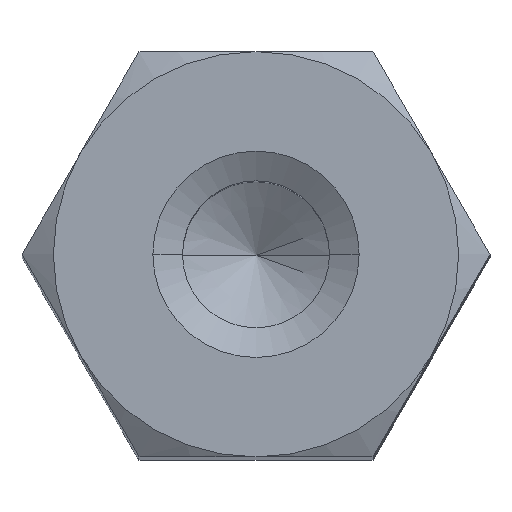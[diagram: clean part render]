
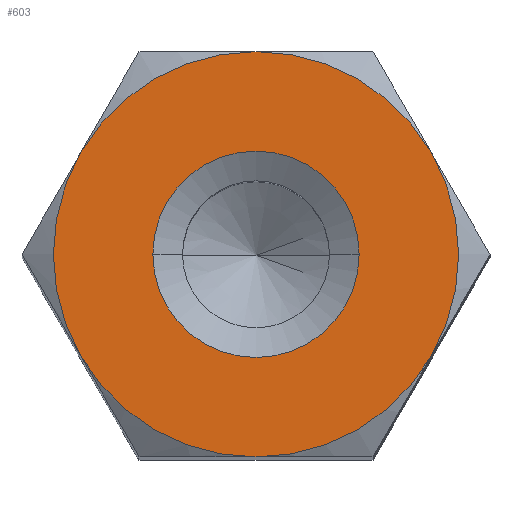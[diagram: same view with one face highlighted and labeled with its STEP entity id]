
A CAD part, top view. The second image highlights one B-rep face of the part: STEP entity #603.
In plain terms, the highlighted planar face has unit normal (0, 0, 1).
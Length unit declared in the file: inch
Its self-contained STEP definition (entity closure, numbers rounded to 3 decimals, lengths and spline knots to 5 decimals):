
#13 = CARTESIAN_POINT ( 'NONE',  ( 0., -0.12275, 0.59375 ) ) ;
#15 = VERTEX_POINT ( 'NONE', #487 ) ;
#18 = PLANE ( 'NONE',  #776 ) ;
#21 = EDGE_CURVE ( 'NONE', #857, #549, #834, .T. ) ;
#33 = DIRECTION ( 'NONE',  ( 0., 0., 1. ) ) ;
#37 = DIRECTION ( 'NONE',  ( 1., 0., 0. ) ) ;
#58 = VERTEX_POINT ( 'NONE', #338 ) ;
#85 = DIRECTION ( 'NONE',  ( 1., 0., 0. ) ) ;
#86 = DIRECTION ( 'NONE',  ( 0., 0., 1. ) ) ;
#101 = FACE_BOUND ( 'NONE', #576, .T. ) ;
#103 = ORIENTED_EDGE ( 'NONE', *, *, #1000, .F. ) ;
#145 = CARTESIAN_POINT ( 'NONE',  ( -0.1063, 0.06138, 0.59375 ) ) ;
#160 = CARTESIAN_POINT ( 'NONE',  ( 0., 0., 0.59375 ) ) ;
#164 = DIRECTION ( 'NONE',  ( 0., -1., 0. ) ) ;
#170 = ORIENTED_EDGE ( 'NONE', *, *, #21, .T. ) ;
#179 = DIRECTION ( 'NONE',  ( 1., 0., 0. ) ) ;
#187 = AXIS2_PLACEMENT_3D ( 'NONE', #779, #33, #179 ) ;
#200 = CIRCLE ( 'NONE', #463, 0.12275 ) ;
#205 = DIRECTION ( 'NONE',  ( 1., 0., 0. ) ) ;
#209 = EDGE_CURVE ( 'NONE', #58, #397, #308, .T. ) ;
#233 = AXIS2_PLACEMENT_3D ( 'NONE', #552, #811, #164 ) ;
#271 = FACE_OUTER_BOUND ( 'NONE', #723, .T. ) ;
#299 = DIRECTION ( 'NONE',  ( 0., 0., 1. ) ) ;
#308 = CIRCLE ( 'NONE', #960, 0.0625 ) ;
#327 = CIRCLE ( 'NONE', #600, 0.12275 ) ;
#332 = DIRECTION ( 'NONE',  ( 0., 0., 1. ) ) ;
#337 = CARTESIAN_POINT ( 'NONE',  ( 0.1063, 0.06138, 0.59375 ) ) ;
#338 = CARTESIAN_POINT ( 'NONE',  ( 0.0625, 0., 0.59375 ) ) ;
#341 = CARTESIAN_POINT ( 'NONE',  ( 0., 0., 0.59375 ) ) ;
#342 = CARTESIAN_POINT ( 'NONE',  ( 0., 0., 0.59375 ) ) ;
#361 = EDGE_CURVE ( 'NONE', #549, #390, #200, .T. ) ;
#368 = AXIS2_PLACEMENT_3D ( 'NONE', #341, #423, #497 ) ;
#370 = VERTEX_POINT ( 'NONE', #337 ) ;
#390 = VERTEX_POINT ( 'NONE', #681 ) ;
#397 = VERTEX_POINT ( 'NONE', #973 ) ;
#420 = DIRECTION ( 'NONE',  ( 1., 0., 0. ) ) ;
#423 = DIRECTION ( 'NONE',  ( 0., 0., 1. ) ) ;
#427 = CARTESIAN_POINT ( 'NONE',  ( 0.21261, 0.12275, 0.59375 ) ) ;
#463 = AXIS2_PLACEMENT_3D ( 'NONE', #160, #833, #420 ) ;
#487 = CARTESIAN_POINT ( 'NONE',  ( 0.1063, -0.06137, 0.59375 ) ) ;
#497 = DIRECTION ( 'NONE',  ( 1., 0., 0. ) ) ;
#503 = ORIENTED_EDGE ( 'NONE', *, *, #361, .T. ) ;
#522 = EDGE_CURVE ( 'NONE', #927, #15, #563, .T. ) ;
#541 = EDGE_CURVE ( 'NONE', #15, #370, #741, .T. ) ;
#549 = VERTEX_POINT ( 'NONE', #145 ) ;
#552 = CARTESIAN_POINT ( 'NONE',  ( 0., 0., 0.59375 ) ) ;
#553 = DIRECTION ( 'NONE',  ( 0., 0., 1. ) ) ;
#555 = ORIENTED_EDGE ( 'NONE', *, *, #209, .F. ) ;
#563 = CIRCLE ( 'NONE', #233, 0.12275 ) ;
#576 = EDGE_LOOP ( 'NONE', ( #555, #103 ) ) ;
#594 = CARTESIAN_POINT ( 'NONE',  ( 0., 0.12275, 0.59375 ) ) ;
#600 = AXIS2_PLACEMENT_3D ( 'NONE', #889, #299, #37 ) ;
#603 = ADVANCED_FACE ( 'NONE', ( #101, #271 ), #18, .T. ) ;
#604 = DIRECTION ( 'NONE',  ( 1., 0., 0. ) ) ;
#614 = CIRCLE ( 'NONE', #187, 0.0625 ) ;
#649 = ORIENTED_EDGE ( 'NONE', *, *, #763, .T. ) ;
#681 = CARTESIAN_POINT ( 'NONE',  ( -0.1063, -0.06137, 0.59375 ) ) ;
#710 = CARTESIAN_POINT ( 'NONE',  ( 0., 0., 0.59375 ) ) ;
#723 = EDGE_LOOP ( 'NONE', ( #949, #649, #170, #503, #751, #1026 ) ) ;
#741 = CIRCLE ( 'NONE', #368, 0.12275 ) ;
#751 = ORIENTED_EDGE ( 'NONE', *, *, #936, .T. ) ;
#763 = EDGE_CURVE ( 'NONE', #370, #857, #327, .T. ) ;
#776 = AXIS2_PLACEMENT_3D ( 'NONE', #427, #86, #604 ) ;
#779 = CARTESIAN_POINT ( 'NONE',  ( 0., 0., 0.59375 ) ) ;
#811 = DIRECTION ( 'NONE',  ( 0., 0., 1. ) ) ;
#833 = DIRECTION ( 'NONE',  ( 0., 0., 1. ) ) ;
#834 = CIRCLE ( 'NONE', #1008, 0.12275 ) ;
#835 = DIRECTION ( 'NONE',  ( 1., 0., 0. ) ) ;
#857 = VERTEX_POINT ( 'NONE', #594 ) ;
#889 = CARTESIAN_POINT ( 'NONE',  ( 0., 0., 0.59375 ) ) ;
#927 = VERTEX_POINT ( 'NONE', #13 ) ;
#936 = EDGE_CURVE ( 'NONE', #390, #927, #947, .T. ) ;
#947 = CIRCLE ( 'NONE', #1034, 0.12275 ) ;
#949 = ORIENTED_EDGE ( 'NONE', *, *, #541, .T. ) ;
#960 = AXIS2_PLACEMENT_3D ( 'NONE', #710, #553, #205 ) ;
#973 = CARTESIAN_POINT ( 'NONE',  ( -0.0625, 0., 0.59375 ) ) ;
#999 = DIRECTION ( 'NONE',  ( 0., 0., 1. ) ) ;
#1000 = EDGE_CURVE ( 'NONE', #397, #58, #614, .T. ) ;
#1008 = AXIS2_PLACEMENT_3D ( 'NONE', #342, #332, #835 ) ;
#1026 = ORIENTED_EDGE ( 'NONE', *, *, #522, .T. ) ;
#1034 = AXIS2_PLACEMENT_3D ( 'NONE', #1088, #999, #85 ) ;
#1088 = CARTESIAN_POINT ( 'NONE',  ( 0., 0., 0.59375 ) ) ;
